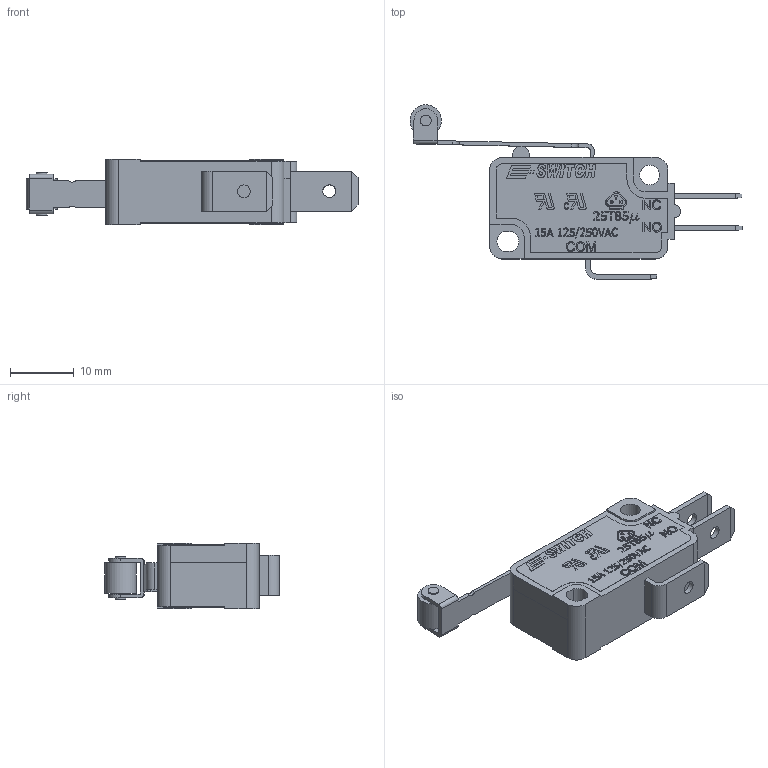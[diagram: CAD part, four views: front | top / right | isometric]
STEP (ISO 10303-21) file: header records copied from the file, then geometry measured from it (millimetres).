
FILE_DESCRIPTION((' '),'2;1');
FILE_NAME('LS085xx06FxxxC2A.stp','2017-07-31T09:26:50',(' '),(' '),' ','ACIS',' ');
FILE_SCHEMA(('CONFIG_CONTROL_DESIGN'));
Length unit declared in the file: inch
Products named in the file (1): LS085xx06FxxxC2A.stp
Bounding box: 51.96 x 27.29 x 10.3 mm (x, y, z)
Surface area: 3086.5 mm2 (no closed solid volume)
Topology: 0 solids, 1 shells, 799 faces, 2195 edges, 1454 vertices
Faces by surface type: plane 532, bspline 204, cylinder 63
Full cylindrical faces by diameter (mm): 1.4 x2, 1.7 x2, 2 x3, 3.1 x1, 4.92 x1
Entity records: 26827 total; most frequent: CARTESIAN_POINT 7686, ORIENTED_EDGE 4372, DIRECTION 3098, EDGE_CURVE 2187, VECTOR 1652, LINE 1652, VERTEX_POINT 1453, EDGE_LOOP 879
